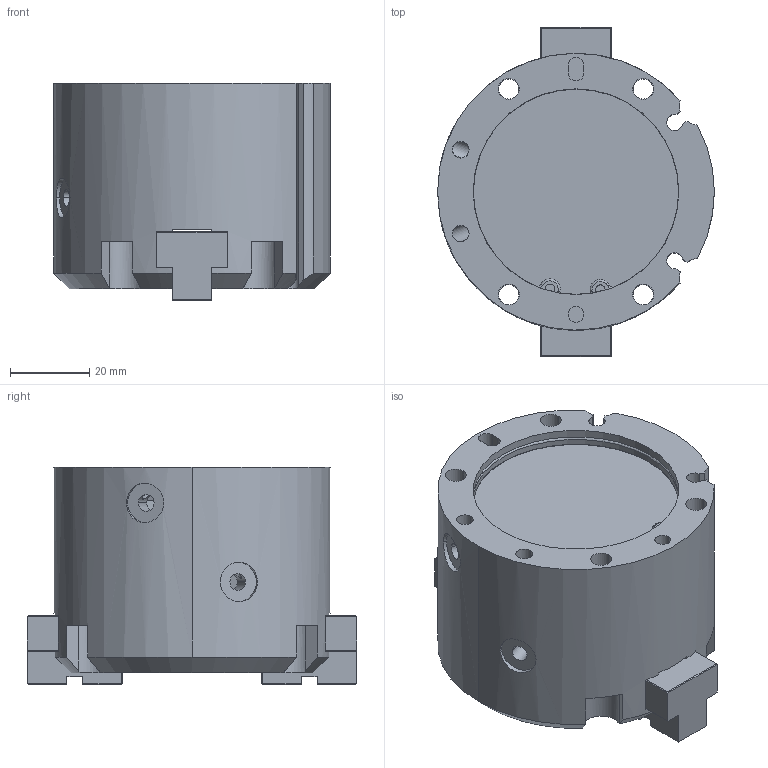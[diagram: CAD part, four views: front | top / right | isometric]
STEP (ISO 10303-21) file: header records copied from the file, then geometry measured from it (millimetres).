
FILE_DESCRIPTION (( 'STEP AP203' ), '1' );
FILE_NAME ('GC502.STEP', '2019-09-20T02:48:12', ( 'user' ), ( '' ), 'SwSTEP 2.0', 'SolidWorks 2014', '' );
FILE_SCHEMA (( 'CONFIG_CONTROL_DESIGN' ));
Length unit declared in the file: millimetre
Products named in the file (1): GC502
Bounding box: 70 x 83.28 x 55 mm (x, y, z)
Surface area: 31777.4 mm2 (no closed solid volume)
Topology: 0 solids, 10 shells, 259 faces, 816 edges, 560 vertices
Faces by surface type: plane 141, cylinder 83, cone 21, bspline 11, torus 3
Entity records: 10195 total; most frequent: CARTESIAN_POINT 3052, DIRECTION 1438, ORIENTED_EDGE 1372, EDGE_CURVE 816, VERTEX_POINT 560, LINE 524, VECTOR 524, AXIS2_PLACEMENT_3D 457
